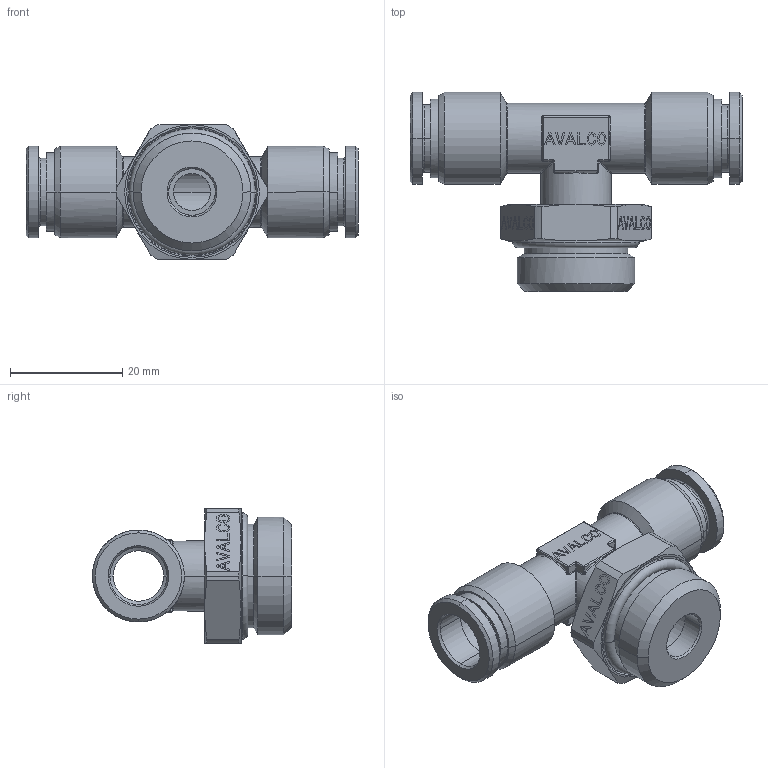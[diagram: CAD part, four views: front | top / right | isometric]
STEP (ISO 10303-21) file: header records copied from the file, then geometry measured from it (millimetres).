
FILE_DESCRIPTION(('CATIA V5 STEP Exchange'),'2;1');
FILE_NAME('PR417B-10G12.stp','2018-04-14T14:33:00+00:00',('none'),('none'),'CATIA Version 5 Release 21 GA (IN-10)','CATIA V5 STEP AP203','none');
FILE_SCHEMA(('CONFIG_CONTROL_DESIGN'));
Length unit declared in the file: millimetre
Products named in the file (1): PR417B-10G12
Bounding box: 59.2 x 35.5 x 24 mm (x, y, z)
Volume: 10866.3 mm3; surface area: 8885.5 mm2
Topology: 2 solids, 2 shells, 831 faces, 2141 edges, 1370 vertices
Faces by surface type: plane 607, cylinder 94, cone 50, torus 38, bspline 22, sphere 20
Entity records: 26019 total; most frequent: CARTESIAN_POINT 6728, ORIENTED_EDGE 4282, DIRECTION 3360, EDGE_CURVE 2141, VECTOR 1727, LINE 1727, VERTEX_POINT 1370, AXIS2_PLACEMENT_3D 934
